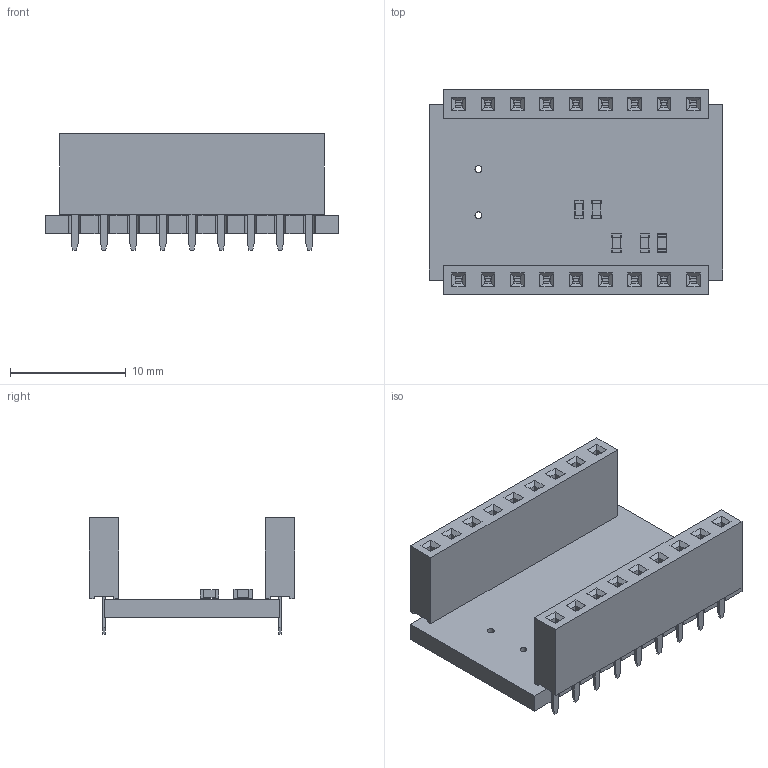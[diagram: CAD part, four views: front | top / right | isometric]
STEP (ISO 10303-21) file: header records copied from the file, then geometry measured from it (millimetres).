
FILE_DESCRIPTION(('KiCad electronic assembly'),'2;1');
FILE_NAME('Micro-USB-UART.step','2019-10-04T12:42:29',('An Author'),( 'A Company'),'Open CASCADE STEP processor 6.9', 'KiCad to STEP converter','Unknown');
FILE_SCHEMA(('AUTOMOTIVE_DESIGN { 1 0 10303 214 1 1 1 1 }'));
Length unit declared in the file: millimetre
Products named in the file (8): Open CASCADE STEP translator 6.9 1; C_0603_1608Metric; SOLID; R_0603_1608Metric; PinSocket_1x09_P2.54mm_Vertical; COMPOUND
Assembly tree (11 placements, depth 3):
  Open CASCADE STEP translator 6.9 1
    C_0603_1608Metric  x4
      SOLID
    R_0603_1608Metric
      SOLID
    PinSocket_1x09_P2.54mm_Vertical  x2
      SOLID
    COMPOUND
Bounding box: 25.4 x 17.77 x 10.1 mm (x, y, z)
Volume: 1375.4 mm3; surface area: 2271.9 mm2
Topology: 8 solids, 8 shells, 760 faces, 1970 edges, 1288 vertices
Faces by surface type: plane 684, cylinder 76
Full cylindrical faces by diameter (mm): 0.6 x2
Entity records: 27517 total; most frequent: CARTESIAN_POINT 4485, DIRECTION 3812, LINE 2834, VECTOR 2834, ORIENTED_EDGE 2020, PCURVE 2020, DEFINITIONAL_REPRESENTATION 2020, EDGE_CURVE 1010
